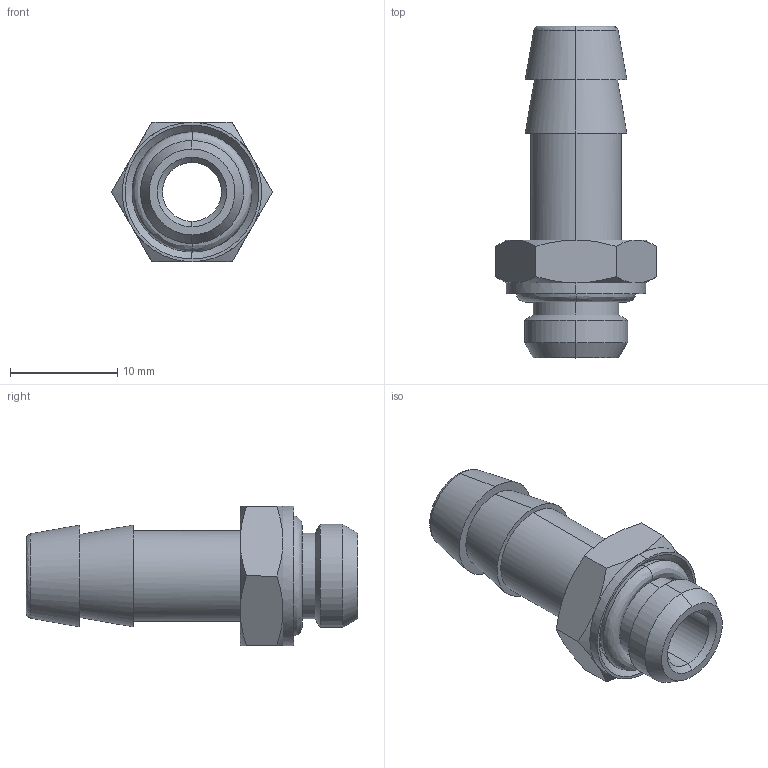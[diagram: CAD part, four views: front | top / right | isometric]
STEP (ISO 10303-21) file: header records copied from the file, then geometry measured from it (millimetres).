
FILE_DESCRIPTION (( 'STEP AP214' ), '1' );
FILE_NAME ('DRF.SP01-09_OR.STEP', '2018-09-06T08:57:51', ( '' ), ( '' ), 'SwSTEP 2.0', 'SolidWorks 2018', '' );
FILE_SCHEMA (( 'AUTOMOTIVE_DESIGN' ));
Length unit declared in the file: millimetre
Products named in the file (1): DRF.SP01-09_OR
Bounding box: 15.01 x 31 x 13 mm (x, y, z)
Volume: 1518 mm3; surface area: 1935.8 mm2
Topology: 2 solids, 2 shells, 57 faces, 118 edges, 68 vertices
Faces by surface type: bspline 57
Entity records: 2491 total; most frequent: CARTESIAN_POINT 1738, ORIENTED_EDGE 236, EDGE_CURVE 118, B_SPLINE_CURVE_WITH_KNOTS 79, VERTEX_POINT 68, EDGE_LOOP 64, FACE_OUTER_BOUND 57, ADVANCED_FACE 57
